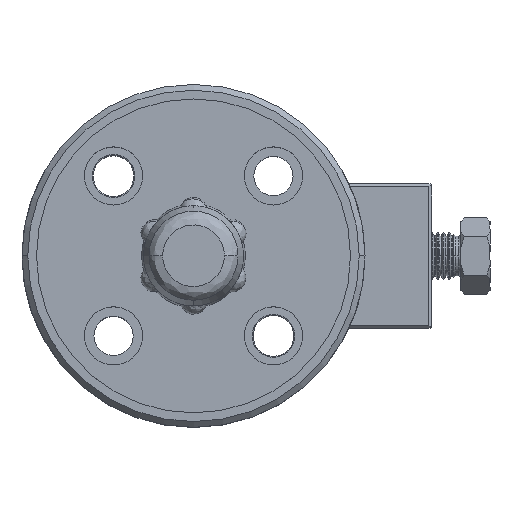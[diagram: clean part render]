
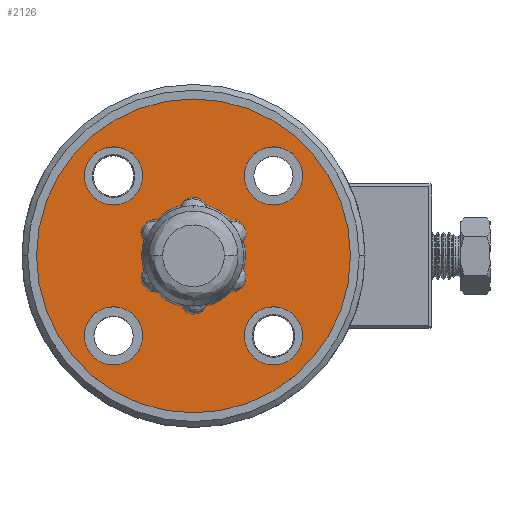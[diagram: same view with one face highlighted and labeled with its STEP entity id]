
A CAD part, top view. The second image highlights one B-rep face of the part: STEP entity #2126.
In plain terms, the highlighted planar face has unit normal (0, 0, 1).
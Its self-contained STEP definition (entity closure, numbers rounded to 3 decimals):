
#16497 = CARTESIAN_POINT ( 'NONE',  ( 17.5, -27.5, 40. ) ) ;
#16626 = CARTESIAN_POINT ( 'NONE',  ( 37.5, -27.5, 40. ) ) ;
#299 = VERTEX_POINT ( 'NONE', #16179 ) ;
#694 = VERTEX_POINT ( 'NONE', #16497 ) ;
#782 = CARTESIAN_POINT ( 'NONE',  ( 54., 0., 40. ) ) ;
#886 = VERTEX_POINT ( 'NONE', #16626 ) ;
#17895 = CIRCLE ( 'NONE', #17896, 10. ) ;
#17896 = AXIS2_PLACEMENT_3D ( 'NONE', #17897, #17898, #17899 ) ;
#17897 = CARTESIAN_POINT ( 'NONE',  ( 27.5, -27.5, 40. ) ) ;
#17898 = DIRECTION ( 'NONE',  ( 0., 0., -1. ) ) ;
#17899 = DIRECTION ( 'NONE',  ( -1., 0., 0. ) ) ;
#18018 = FACE_BOUND ( 'NONE', #1979, .T. ) ;
#18019 = FACE_OUTER_BOUND ( 'NONE', #10734, .T. ) ;
#18020 = FACE_BOUND ( 'NONE', #9337, .T. ) ;
#18021 = FACE_BOUND ( 'NONE', #7941, .T. ) ;
#18022 = FACE_BOUND ( 'NONE', #15893, .T. ) ;
#18023 = FACE_BOUND ( 'NONE', #14841, .T. ) ;
#18049 = PLANE ( 'NONE',  #18050 ) ;
#18050 = AXIS2_PLACEMENT_3D ( 'NONE', #18051, #18052, #18053 ) ;
#18051 = CARTESIAN_POINT ( 'NONE',  ( -35.925, 0., 40. ) ) ;
#18052 = DIRECTION ( 'NONE',  ( 0., 0., 1. ) ) ;
#18053 = DIRECTION ( 'NONE',  ( 1., 0., 0. ) ) ;
#1811 = CARTESIAN_POINT ( 'NONE',  ( 37.5, 27.5, 40. ) ) ;
#1927 = CIRCLE ( 'NONE', #1928, 10. ) ;
#1928 = AXIS2_PLACEMENT_3D ( 'NONE', #1929, #1930, #1931 ) ;
#1929 = CARTESIAN_POINT ( 'NONE',  ( 27.5, 27.5, 40. ) ) ;
#1930 = DIRECTION ( 'NONE',  ( 0., 0., -1. ) ) ;
#1931 = DIRECTION ( 'NONE',  ( -1., 0., 0. ) ) ;
#1958 = EDGE_CURVE ( 'NONE', #886, #694, #17895, .T. ) ;
#1979 = EDGE_LOOP ( 'NONE', ( #11552, #10991 ) ) ;
#18422 = EDGE_CURVE ( 'NONE', #2613, #6915, #6866, .T. ) ;
#2126 = ADVANCED_FACE ( 'NONE', ( #18018, #18019, #18020, #18021, #18022, #18023 ), #18049, .T. ) ;
#18570 = VERTEX_POINT ( 'NONE', #7114 ) ;
#18623 = CARTESIAN_POINT ( 'NONE',  ( -17.85, 0., 40. ) ) ;
#18750 = VERTEX_POINT ( 'NONE', #7533 ) ;
#18873 = VERTEX_POINT ( 'NONE', #7770 ) ;
#18991 = VERTEX_POINT ( 'NONE', #7972 ) ;
#2613 = VERTEX_POINT ( 'NONE', #18623 ) ;
#19111 = EDGE_CURVE ( 'NONE', #18873, #18570, #8080, .T. ) ;
#2830 = CIRCLE ( 'NONE', #2831, 10. ) ;
#2831 = AXIS2_PLACEMENT_3D ( 'NONE', #2832, #2833, #2834 ) ;
#2832 = CARTESIAN_POINT ( 'NONE',  ( 27.5, -27.5, 40. ) ) ;
#2833 = DIRECTION ( 'NONE',  ( 0., 0., -1. ) ) ;
#2834 = DIRECTION ( 'NONE',  ( -1., 0., 0. ) ) ;
#19234 = EDGE_CURVE ( 'NONE', #18991, #18750, #8452, .T. ) ;
#3083 = CARTESIAN_POINT ( 'NONE',  ( 17.85, 0., 40. ) ) ;
#19613 = VERTEX_POINT ( 'NONE', #8929 ) ;
#19693 = EDGE_CURVE ( 'NONE', #299, #5008, #9090, .T. ) ;
#5008 = VERTEX_POINT ( 'NONE', #782 ) ;
#5907 = VERTEX_POINT ( 'NONE', #1811 ) ;
#6045 = EDGE_CURVE ( 'NONE', #5907, #19613, #1927, .T. ) ;
#6866 = CIRCLE ( 'NONE', #6867, 17.85 ) ;
#6867 = AXIS2_PLACEMENT_3D ( 'NONE', #6868, #6869, #6870 ) ;
#6868 = CARTESIAN_POINT ( 'NONE',  ( 0., 0., 40. ) ) ;
#6869 = DIRECTION ( 'NONE',  ( 0., 0., -1. ) ) ;
#6870 = DIRECTION ( 'NONE',  ( -1., 0., 0. ) ) ;
#6915 = VERTEX_POINT ( 'NONE', #3083 ) ;
#7114 = CARTESIAN_POINT ( 'NONE',  ( -37.5, -27.5, 40. ) ) ;
#7201 = ORIENTED_EDGE ( 'NONE', *, *, #10084, .T. ) ;
#7533 = CARTESIAN_POINT ( 'NONE',  ( -37.5, 27.5, 40. ) ) ;
#7770 = CARTESIAN_POINT ( 'NONE',  ( -17.5, -27.5, 40. ) ) ;
#7941 = EDGE_LOOP ( 'NONE', ( #7201, #16166 ) ) ;
#7972 = CARTESIAN_POINT ( 'NONE',  ( -17.5, 27.5, 40. ) ) ;
#8080 = CIRCLE ( 'NONE', #8081, 10. ) ;
#8081 = AXIS2_PLACEMENT_3D ( 'NONE', #8082, #8083, #8084 ) ;
#8082 = CARTESIAN_POINT ( 'NONE',  ( -27.5, -27.5, 40. ) ) ;
#8083 = DIRECTION ( 'NONE',  ( 0., 0., -1. ) ) ;
#8084 = DIRECTION ( 'NONE',  ( -1., 0., 0. ) ) ;
#8201 = ORIENTED_EDGE ( 'NONE', *, *, #1958, .T. ) ;
#8452 = CIRCLE ( 'NONE', #8453, 10. ) ;
#8453 = AXIS2_PLACEMENT_3D ( 'NONE', #8454, #8455, #8456 ) ;
#8454 = CARTESIAN_POINT ( 'NONE',  ( -27.5, 27.5, 40. ) ) ;
#8455 = DIRECTION ( 'NONE',  ( 0., 0., -1. ) ) ;
#8456 = DIRECTION ( 'NONE',  ( -1., 0., 0. ) ) ;
#8771 = ORIENTED_EDGE ( 'NONE', *, *, #16264, .T. ) ;
#8929 = CARTESIAN_POINT ( 'NONE',  ( 17.5, 27.5, 40. ) ) ;
#8999 = CIRCLE ( 'NONE', #9000, 10. ) ;
#9000 = AXIS2_PLACEMENT_3D ( 'NONE', #9001, #9002, #9003 ) ;
#9001 = CARTESIAN_POINT ( 'NONE',  ( -27.5, 27.5, 40. ) ) ;
#9002 = DIRECTION ( 'NONE',  ( 0., 0., -1. ) ) ;
#9003 = DIRECTION ( 'NONE',  ( -1., 0., 0. ) ) ;
#9090 = CIRCLE ( 'NONE', #9097, 54. ) ;
#9097 = AXIS2_PLACEMENT_3D ( 'NONE', #9098, #9099, #9100 ) ;
#9098 = CARTESIAN_POINT ( 'NONE',  ( 0., 0., 40. ) ) ;
#9099 = DIRECTION ( 'NONE',  ( 0., 0., 1. ) ) ;
#9100 = DIRECTION ( 'NONE',  ( -1., 0., 0. ) ) ;
#9337 = EDGE_LOOP ( 'NONE', ( #8771, #8201 ) ) ;
#9600 = ORIENTED_EDGE ( 'NONE', *, *, #11321, .T. ) ;
#10084 = EDGE_CURVE ( 'NONE', #18750, #18991, #8999, .T. ) ;
#10162 = ORIENTED_EDGE ( 'NONE', *, *, #19693, .T. ) ;
#10447 = CIRCLE ( 'NONE', #10448, 54. ) ;
#10448 = AXIS2_PLACEMENT_3D ( 'NONE', #10449, #10454, #10455 ) ;
#10449 = CARTESIAN_POINT ( 'NONE',  ( 0., 0., 40. ) ) ;
#10454 = DIRECTION ( 'NONE',  ( 0., 0., 1. ) ) ;
#10455 = DIRECTION ( 'NONE',  ( -1., 0., 0. ) ) ;
#10734 = EDGE_LOOP ( 'NONE', ( #10162, #9600 ) ) ;
#10991 = ORIENTED_EDGE ( 'NONE', *, *, #12360, .T. ) ;
#11321 = EDGE_CURVE ( 'NONE', #5008, #299, #10447, .T. ) ;
#11464 = CIRCLE ( 'NONE', #11465, 17.85 ) ;
#11465 = AXIS2_PLACEMENT_3D ( 'NONE', #11466, #11467, #11468 ) ;
#11466 = CARTESIAN_POINT ( 'NONE',  ( 0., 0., 40. ) ) ;
#11467 = DIRECTION ( 'NONE',  ( 0., 0., -1. ) ) ;
#11468 = DIRECTION ( 'NONE',  ( -1., 0., 0. ) ) ;
#11552 = ORIENTED_EDGE ( 'NONE', *, *, #18422, .T. ) ;
#12360 = EDGE_CURVE ( 'NONE', #6915, #2613, #11464, .T. ) ;
#13008 = CIRCLE ( 'NONE', #13009, 10. ) ;
#13009 = AXIS2_PLACEMENT_3D ( 'NONE', #13010, #13011, #13012 ) ;
#13010 = CARTESIAN_POINT ( 'NONE',  ( 27.5, 27.5, 40. ) ) ;
#13011 = DIRECTION ( 'NONE',  ( 0., 0., -1. ) ) ;
#13012 = DIRECTION ( 'NONE',  ( -1., 0., 0. ) ) ;
#13327 = ORIENTED_EDGE ( 'NONE', *, *, #6045, .T. ) ;
#13881 = EDGE_CURVE ( 'NONE', #19613, #5907, #13008, .T. ) ;
#14278 = ORIENTED_EDGE ( 'NONE', *, *, #13881, .T. ) ;
#14471 = CIRCLE ( 'NONE', #14472, 10. ) ;
#14472 = AXIS2_PLACEMENT_3D ( 'NONE', #14473, #14474, #14475 ) ;
#14473 = CARTESIAN_POINT ( 'NONE',  ( -27.5, -27.5, 40. ) ) ;
#14474 = DIRECTION ( 'NONE',  ( 0., 0., -1. ) ) ;
#14475 = DIRECTION ( 'NONE',  ( -1., 0., 0. ) ) ;
#14841 = EDGE_LOOP ( 'NONE', ( #14278, #13327 ) ) ;
#15102 = ORIENTED_EDGE ( 'NONE', *, *, #19111, .T. ) ;
#15656 = EDGE_CURVE ( 'NONE', #18570, #18873, #14471, .T. ) ;
#15737 = ORIENTED_EDGE ( 'NONE', *, *, #15656, .T. ) ;
#15893 = EDGE_LOOP ( 'NONE', ( #15737, #15102 ) ) ;
#16166 = ORIENTED_EDGE ( 'NONE', *, *, #19234, .T. ) ;
#16179 = CARTESIAN_POINT ( 'NONE',  ( -54., 0., 40. ) ) ;
#16264 = EDGE_CURVE ( 'NONE', #694, #886, #2830, .T. ) ;
